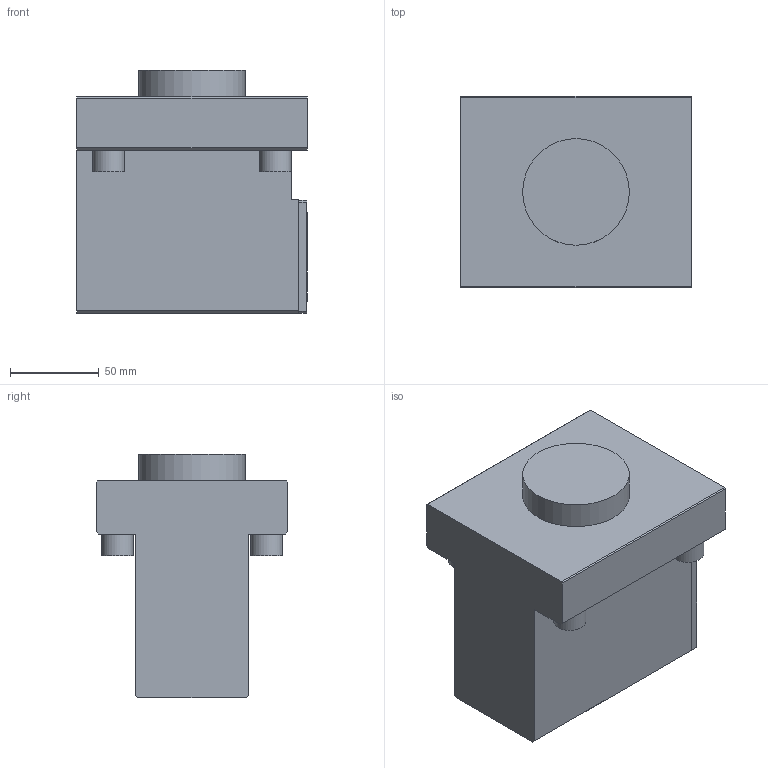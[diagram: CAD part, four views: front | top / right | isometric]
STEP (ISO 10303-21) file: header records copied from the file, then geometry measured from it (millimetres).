
FILE_DESCRIPTION(/* description */ (''),/* implementation_level */ '2;1');
FILE_NAME(/* name */ '1528889201233.stp',/* time_stamp */ '2018-06-13T13:26:46+02:00',/* author */ (''),/* organization */ ('SMS'),/* preprocessor_version */ 'ST-DEVELOPER v15',/* originating_system */ 'SIEMENS PLM Software NX 8.5',/* authorisation */ '');
FILE_SCHEMA (('AUTOMOTIVE_DESIGN { 1 0 10303 214 3 1 1 1 }'));
Length unit declared in the file: millimetre
Products named in the file (1): 200837254mod000_01
Bounding box: 130 x 108 x 137 mm (x, y, z)
Volume: 1195504.2 mm3; surface area: 86809.6 mm2
Topology: 1 solids, 1 shells, 50 faces, 116 edges, 78 vertices
Faces by surface type: plane 36, cylinder 8, cone 6
Full cylindrical faces by diameter (mm): 3 x1, 18 x4, 39.2 x1, 50 x1, 60 x1
Entity records: 1472 total; most frequent: CARTESIAN_POINT 293, DIRECTION 240, ORIENTED_EDGE 212, EDGE_CURVE 106, AXIS2_PLACEMENT_3D 81, LINE 78, VECTOR 78, VERTEX_POINT 76
